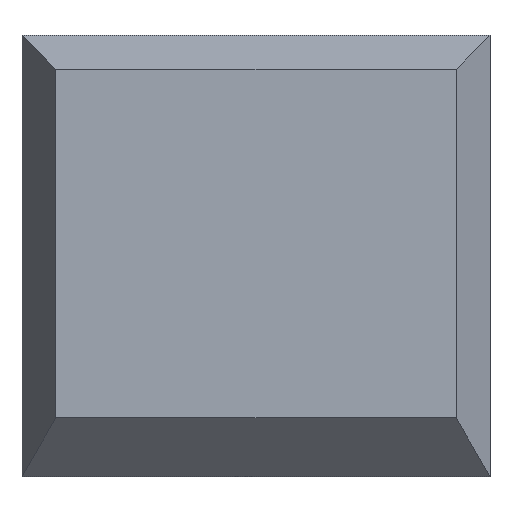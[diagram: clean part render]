
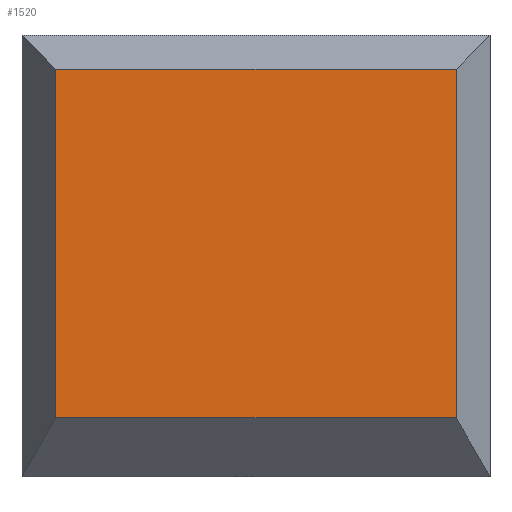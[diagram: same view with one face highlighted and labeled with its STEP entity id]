
A CAD part, top view. The second image highlights one B-rep face of the part: STEP entity #1520.
In plain terms, the highlighted planar face has unit normal (0, 0, 1).
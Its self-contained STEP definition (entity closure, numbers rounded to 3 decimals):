
#30=FACE_OUTER_BOUND('',#119,.T.);
#119=EDGE_LOOP('',(#1075,#1076,#1077,#1078));
#254=LINE('',#2216,#472);
#260=LINE('',#2228,#478);
#265=LINE('',#2237,#483);
#266=LINE('',#2239,#484);
#472=VECTOR('',#1778,10.);
#478=VECTOR('',#1786,10.);
#483=VECTOR('',#1795,10.);
#484=VECTOR('',#1798,10.);
#681=VERTEX_POINT('',#2212);
#683=VERTEX_POINT('',#2215);
#686=VERTEX_POINT('',#2222);
#688=VERTEX_POINT('',#2226);
#824=EDGE_CURVE('',#683,#681,#254,.T.);
#830=EDGE_CURVE('',#686,#688,#260,.T.);
#835=EDGE_CURVE('',#686,#681,#265,.T.);
#836=EDGE_CURVE('',#683,#688,#266,.T.);
#1075=ORIENTED_EDGE('',*,*,#824,.T.);
#1076=ORIENTED_EDGE('',*,*,#835,.F.);
#1077=ORIENTED_EDGE('',*,*,#830,.T.);
#1078=ORIENTED_EDGE('',*,*,#836,.F.);
#1432=PLANE('',#1622);
#1520=ADVANCED_FACE('',(#30),#1432,.T.);
#1622=AXIS2_PLACEMENT_3D('',#2238,#1796,#1797);
#1778=DIRECTION('',(1.,0.,0.));
#1786=DIRECTION('',(-1.,0.,0.));
#1795=DIRECTION('',(0.,-1.,0.));
#1796=DIRECTION('center_axis',(0.,0.,1.));
#1797=DIRECTION('ref_axis',(1.,0.,0.));
#1798=DIRECTION('',(0.,1.,0.));
#2212=CARTESIAN_POINT('',(7.48,-6.05,7.1));
#2215=CARTESIAN_POINT('',(-7.48,-6.05,7.1));
#2216=CARTESIAN_POINT('',(-3.74,-6.05,7.1));
#2222=CARTESIAN_POINT('',(7.48,6.98,7.1));
#2226=CARTESIAN_POINT('',(-7.48,6.98,7.1));
#2228=CARTESIAN_POINT('',(-3.74,6.98,7.1));
#2237=CARTESIAN_POINT('',(7.48,0.,7.1));
#2238=CARTESIAN_POINT('Origin',(-7.48,0.,7.1));
#2239=CARTESIAN_POINT('',(-7.48,0.,7.1));
